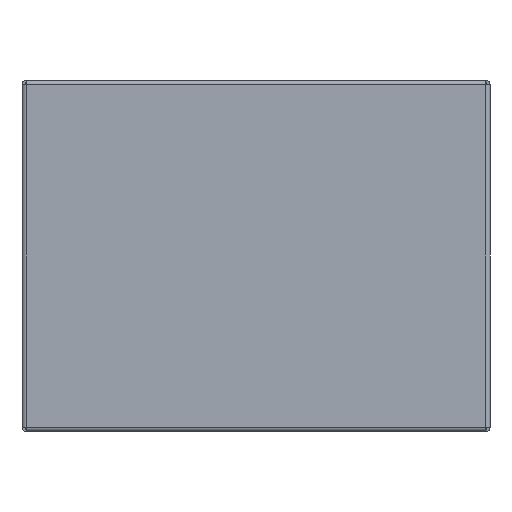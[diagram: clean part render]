
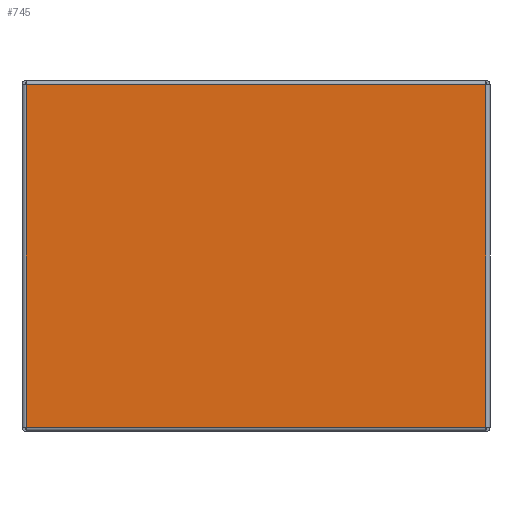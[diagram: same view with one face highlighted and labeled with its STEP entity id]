
A CAD part, front view. The second image highlights one B-rep face of the part: STEP entity #745.
In plain terms, the highlighted planar face has unit normal (0, -1, 0).
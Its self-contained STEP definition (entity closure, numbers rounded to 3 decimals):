
#745 = ADVANCED_FACE( '', ( #1571 ), #1572, .T. );
#1571 = FACE_OUTER_BOUND( '', #8887, .T. );
#1572 = PLANE( '', #8888 );
#8887 = EDGE_LOOP( '', ( #12207, #12208, #12209, #12210 ) );
#8888 = AXIS2_PLACEMENT_3D( '', #12211, #12212, #12213 );
#12207 = ORIENTED_EDGE( '', *, *, #13413, .T. );
#12208 = ORIENTED_EDGE( '', *, *, #13197, .T. );
#12209 = ORIENTED_EDGE( '', *, *, #13333, .T. );
#12210 = ORIENTED_EDGE( '', *, *, #13277, .T. );
#12211 = CARTESIAN_POINT( '', ( 0., 0., 0. ) );
#12212 = DIRECTION( '', ( 0., -1., 0. ) );
#12213 = DIRECTION( '', ( 0., 0., -1. ) );
#13197 = EDGE_CURVE( '', #13730, #13808, #14328, .T. );
#13277 = EDGE_CURVE( '', #14345, #13799, #14419, .T. );
#13333 = EDGE_CURVE( '', #13808, #14345, #14481, .T. );
#13413 = EDGE_CURVE( '', #13799, #13730, #14565, .T. );
#13730 = VERTEX_POINT( '', #15215 );
#13799 = VERTEX_POINT( '', #15407 );
#13808 = VERTEX_POINT( '', #15418 );
#14328 = LINE( '', #16985, #16986 );
#14345 = VERTEX_POINT( '', #17023 );
#14419 = LINE( '', #17173, #17174 );
#14481 = LINE( '', #17387, #17388 );
#14565 = LINE( '', #17542, #17543 );
#15215 = CARTESIAN_POINT( '', ( 199.72, 0., -148.92 ) );
#15407 = CARTESIAN_POINT( '', ( -199.72, 0., -148.92 ) );
#15418 = CARTESIAN_POINT( '', ( 199.72, 0., 148.92 ) );
#16985 = CARTESIAN_POINT( '', ( 199.72, 0., -152.4 ) );
#16986 = VECTOR( '', #18230, 1000. );
#17023 = CARTESIAN_POINT( '', ( -199.72, 0., 148.92 ) );
#17173 = CARTESIAN_POINT( '', ( -199.72, 0., 152.4 ) );
#17174 = VECTOR( '', #18304, 1000. );
#17387 = CARTESIAN_POINT( '', ( -199.72, 0., 148.92 ) );
#17388 = VECTOR( '', #18348, 1000. );
#17542 = CARTESIAN_POINT( '', ( 199.72, 0., -148.92 ) );
#17543 = VECTOR( '', #18404, 1000. );
#18230 = DIRECTION( '', ( 0., 0., 1. ) );
#18304 = DIRECTION( '', ( 0., 0., -1. ) );
#18348 = DIRECTION( '', ( -1., 0., 0. ) );
#18404 = DIRECTION( '', ( 1., 0., 0. ) );
